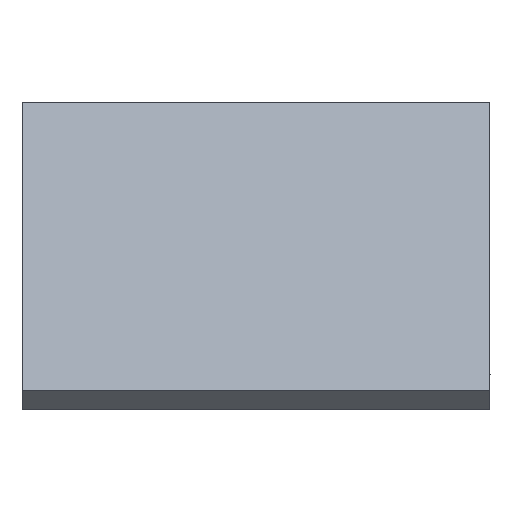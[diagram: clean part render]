
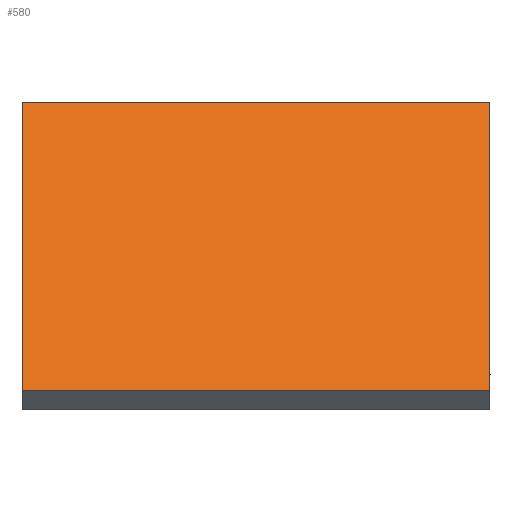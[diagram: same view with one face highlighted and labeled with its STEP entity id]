
A CAD part, front view. The second image highlights one B-rep face of the part: STEP entity #580.
In plain terms, the highlighted planar face has unit normal (0, -0.887, 0.461).
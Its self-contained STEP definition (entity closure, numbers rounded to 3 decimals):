
#34=FACE_OUTER_BOUND('',#63,.T.);
#63=EDGE_LOOP('',(#434,#435,#436,#437));
#121=LINE('',#877,#202);
#123=LINE('',#881,#204);
#124=LINE('',#883,#205);
#125=LINE('',#884,#206);
#202=VECTOR('',#717,10.);
#204=VECTOR('',#721,10.);
#205=VECTOR('',#722,10.);
#206=VECTOR('',#723,10.);
#269=VERTEX_POINT('',#874);
#270=VERTEX_POINT('',#876);
#271=VERTEX_POINT('',#880);
#272=VERTEX_POINT('',#882);
#337=EDGE_CURVE('',#270,#269,#121,.T.);
#339=EDGE_CURVE('',#271,#269,#123,.F.);
#340=EDGE_CURVE('',#272,#271,#124,.T.);
#341=EDGE_CURVE('',#272,#270,#125,.T.);
#434=ORIENTED_EDGE('',*,*,#339,.F.);
#435=ORIENTED_EDGE('',*,*,#340,.F.);
#436=ORIENTED_EDGE('',*,*,#341,.T.);
#437=ORIENTED_EDGE('',*,*,#337,.T.);
#551=PLANE('',#624);
#580=ADVANCED_FACE('',(#34),#551,.T.);
#624=AXIS2_PLACEMENT_3D('',#879,#719,#720);
#717=DIRECTION('',(1.,0.,0.));
#719=DIRECTION('center_axis',(0.,-0.888,0.461));
#720=DIRECTION('ref_axis',(0.,-0.461,-0.888));
#721=DIRECTION('',(0.,0.461,0.888));
#722=DIRECTION('',(1.,0.,0.));
#723=DIRECTION('',(0.,-0.461,-0.888));
#874=CARTESIAN_POINT('',(0.,-7.073,0.444));
#876=CARTESIAN_POINT('',(-10.7,-7.073,0.444));
#877=CARTESIAN_POINT('',(-10.7,-7.073,0.444));
#879=CARTESIAN_POINT('Origin',(-10.7,-3.649,7.038));
#880=CARTESIAN_POINT('',(0.,-3.649,7.038));
#881=CARTESIAN_POINT('',(0.,-4.505,5.389));
#882=CARTESIAN_POINT('',(-10.7,-3.649,7.038));
#883=CARTESIAN_POINT('',(-10.7,-3.649,7.038));
#884=CARTESIAN_POINT('',(-10.7,-3.28,7.748));
